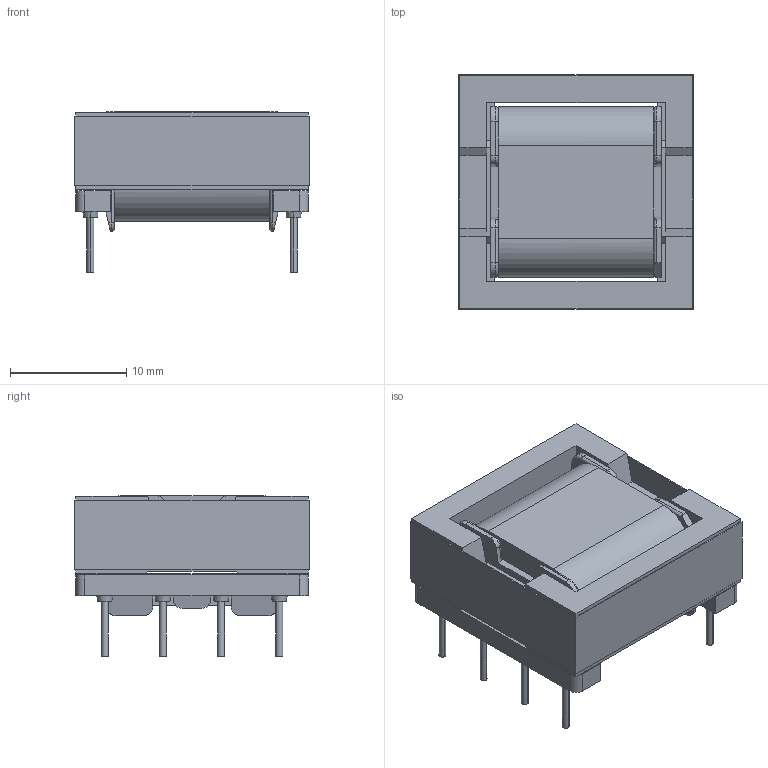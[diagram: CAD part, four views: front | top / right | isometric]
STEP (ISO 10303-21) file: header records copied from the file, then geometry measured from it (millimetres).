
FILE_DESCRIPTION(/* description */ ('Unknown'),/* implementation_level */ '2;1');
FILE_NAME(/* name */ 'T_Wurth_WE-PoE++-EFD20_750310042',/* time_stamp */ '2025-10-22T14:54:17+08:00',/* author */ ('Unknown'),/* organization */ ('Unknown'),/* preprocessor_version */ 'ST-DEVELOPER v19.4',/* originating_system */ 'Solid Edge',/* authorisation */ 'Unknown');
FILE_SCHEMA (('AUTOMOTIVE_DESIGN {1 0 10303 214 3 1 1}'));
Length unit declared in the file: millimetre
Products named in the file (2): T_Wurth_WE-PoE++-EFD20_750310042
Assembly tree (1 placements, depth 2):
  T_Wurth_WE-PoE++-EFD20_750310042
    T_Wurth_WE-PoE++-EFD20_750310042
Bounding box: 20.2 x 20.2 x 13.81 mm (x, y, z)
Volume: 3092.4 mm3; surface area: 3546.4 mm2
Topology: 2 solids, 2 shells, 273 faces, 703 edges, 446 vertices
Faces by surface type: plane 159, cylinder 77, torus 21, cone 16
Entity records: 10210 total; most frequent: CARTESIAN_POINT 1552, ORIENTED_EDGE 1406, DIRECTION 1402, EDGE_CURVE 703, LINE 470, VECTOR 470, AXIS2_PLACEMENT_3D 466, VERTEX_POINT 446
